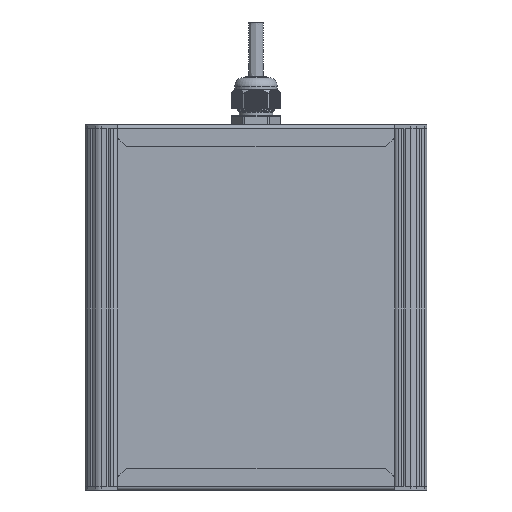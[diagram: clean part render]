
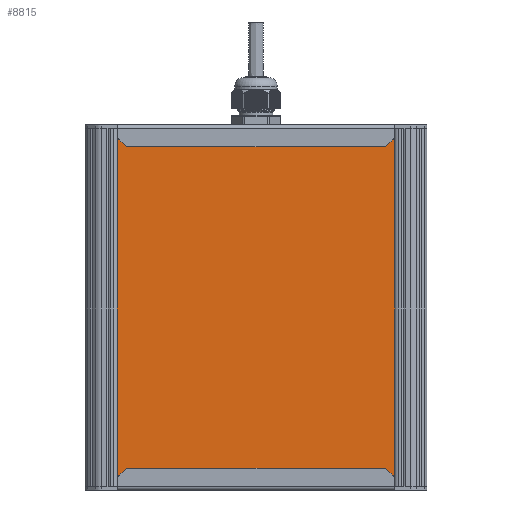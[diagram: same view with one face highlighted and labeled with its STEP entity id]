
A CAD part, front view. The second image highlights one B-rep face of the part: STEP entity #8815.
In plain terms, the highlighted face is planar.
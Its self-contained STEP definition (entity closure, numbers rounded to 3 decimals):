
#8815=ADVANCED_FACE('',(#25962),#25964,.T.);
#25962=FACE_BOUND('',#25963,.T.);
#25963=EDGE_LOOP('',(#57341,#57342,#57343,#57344));
#25964=PLANE('',#25965);
#25965=AXIS2_PLACEMENT_3D('',#25966,#25967,#25968);
#25966=CARTESIAN_POINT('',(2111.497,401.002,-34.582));
#25967=DIRECTION('',(0.,0.,-1.));
#25968=DIRECTION('',(0.,1.,0.));
#57341=ORIENTED_EDGE('',*,*,#65758,.T.);
#57342=ORIENTED_EDGE('',*,*,#65757,.F.);
#57343=ORIENTED_EDGE('',*,*,#65759,.F.);
#57344=ORIENTED_EDGE('',*,*,#65760,.T.);
#65757=EDGE_CURVE('',#72265,#72263,#72267,.T.);
#65758=EDGE_CURVE('',#72268,#72263,#72269,.T.);
#65759=EDGE_CURVE('',#72270,#72265,#72271,.T.);
#65760=EDGE_CURVE('',#72270,#72268,#72272,.T.);
#72263=VERTEX_POINT('',#91517);
#72265=VERTEX_POINT('',#91521);
#72267=LINE('',#91525,#91526);
#72268=VERTEX_POINT('',#91528);
#72269=LINE('',#91529,#91530);
#72270=VERTEX_POINT('',#91532);
#72271=LINE('',#91533,#91534);
#72272=LINE('',#91536,#91537);
#91517=CARTESIAN_POINT('',(2307.497,401.002,-34.582));
#91521=CARTESIAN_POINT('',(2111.497,401.002,-34.582));
#91525=CARTESIAN_POINT('',(2111.497,401.002,-34.582));
#91526=VECTOR('',#91527,1.);
#91527=DIRECTION('',(1.,0.,0.));
#91528=CARTESIAN_POINT('',(2307.497,565.13,-34.582));
#91529=CARTESIAN_POINT('',(2307.497,565.13,-34.582));
#91530=VECTOR('',#91531,1.);
#91531=DIRECTION('',(0.,-1.,0.));
#91532=CARTESIAN_POINT('',(2111.497,565.13,-34.582));
#91533=CARTESIAN_POINT('',(2111.497,565.13,-34.582));
#91534=VECTOR('',#91535,1.);
#91535=DIRECTION('',(0.,-1.,0.));
#91536=CARTESIAN_POINT('',(2111.497,565.13,-34.582));
#91537=VECTOR('',#91538,1.);
#91538=DIRECTION('',(1.,0.,0.));
